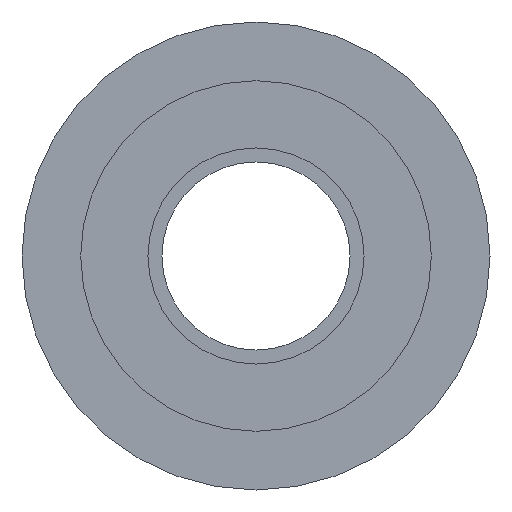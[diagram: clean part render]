
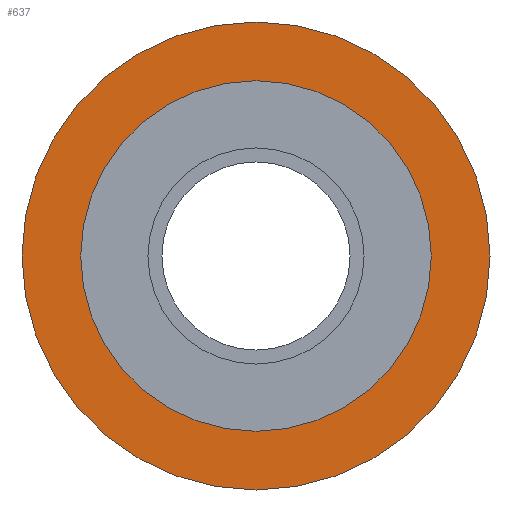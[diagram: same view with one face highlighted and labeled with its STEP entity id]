
A CAD part, front view. The second image highlights one B-rep face of the part: STEP entity #637.
In plain terms, the highlighted planar face has unit normal (0, -1, 0).
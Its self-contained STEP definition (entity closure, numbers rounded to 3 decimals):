
#69=FACE_BOUND('',#158,.T.);
#85=PLANE('',#840);
#114=FACE_OUTER_BOUND('',#157,.T.);
#157=EDGE_LOOP('',(#473,#474));
#158=EDGE_LOOP('',(#475,#476));
#268=CIRCLE('',#828,27.5);
#269=CIRCLE('',#829,27.5);
#274=CIRCLE('',#838,20.6);
#275=CIRCLE('',#839,20.6);
#308=VERTEX_POINT('',#1138);
#309=VERTEX_POINT('',#1140);
#314=VERTEX_POINT('',#1156);
#315=VERTEX_POINT('',#1158);
#366=EDGE_CURVE('',#308,#309,#268,.T.);
#367=EDGE_CURVE('',#309,#308,#269,.T.);
#374=EDGE_CURVE('',#315,#314,#274,.T.);
#375=EDGE_CURVE('',#314,#315,#275,.T.);
#473=ORIENTED_EDGE('',*,*,#367,.F.);
#474=ORIENTED_EDGE('',*,*,#366,.F.);
#475=ORIENTED_EDGE('',*,*,#374,.T.);
#476=ORIENTED_EDGE('',*,*,#375,.T.);
#637=ADVANCED_FACE('',(#114,#69),#85,.T.);
#828=AXIS2_PLACEMENT_3D('',#1141,#930,#931);
#829=AXIS2_PLACEMENT_3D('',#1142,#932,#933);
#838=AXIS2_PLACEMENT_3D('',#1159,#952,#953);
#839=AXIS2_PLACEMENT_3D('',#1160,#954,#955);
#840=AXIS2_PLACEMENT_3D('',#1161,#956,#957);
#930=DIRECTION('center_axis',(0.,1.,0.));
#931=DIRECTION('ref_axis',(1.,0.,0.));
#932=DIRECTION('center_axis',(0.,1.,0.));
#933=DIRECTION('ref_axis',(1.,0.,0.));
#952=DIRECTION('center_axis',(0.,1.,0.));
#953=DIRECTION('ref_axis',(1.,0.,0.));
#954=DIRECTION('center_axis',(0.,1.,0.));
#955=DIRECTION('ref_axis',(1.,0.,0.));
#956=DIRECTION('center_axis',(0.,-1.,0.));
#957=DIRECTION('ref_axis',(0.,0.,-1.));
#1138=CARTESIAN_POINT('',(27.5,0.,0.));
#1140=CARTESIAN_POINT('',(-27.5,0.,0.));
#1141=CARTESIAN_POINT('Origin',(0.,0.,0.));
#1142=CARTESIAN_POINT('Origin',(0.,0.,0.));
#1156=CARTESIAN_POINT('',(20.6,0.,0.));
#1158=CARTESIAN_POINT('',(-20.6,0.,0.));
#1159=CARTESIAN_POINT('Origin',(0.,0.,0.));
#1160=CARTESIAN_POINT('Origin',(0.,0.,0.));
#1161=CARTESIAN_POINT('Origin',(-27.5,0.,0.));
